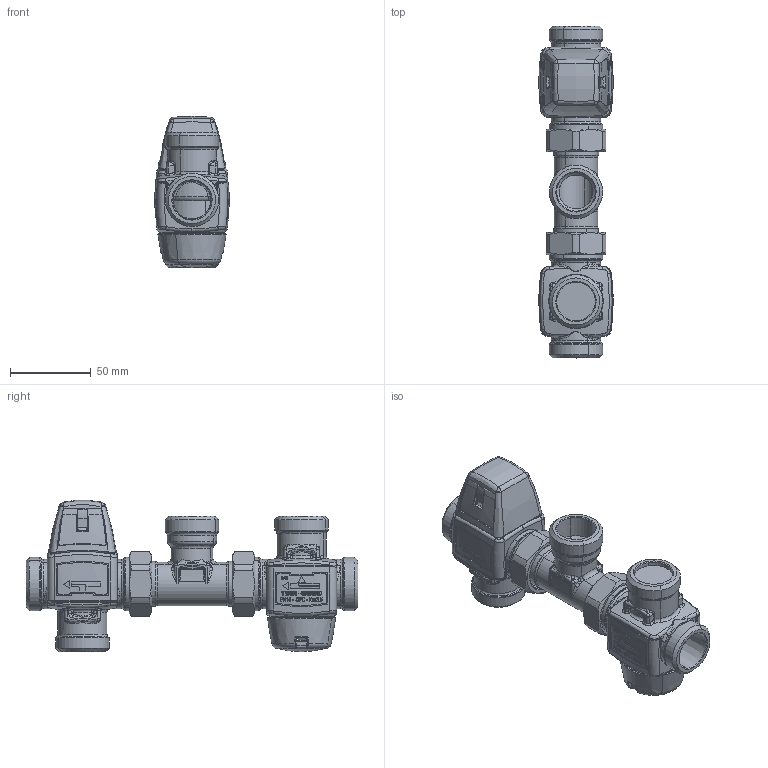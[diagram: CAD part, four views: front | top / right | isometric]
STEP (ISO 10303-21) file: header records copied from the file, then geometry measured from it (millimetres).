
FILE_DESCRIPTION(('CATIA V5 STEP Exchange'),'2;1');
FILE_NAME('VMC322 G1.stp','2014-02-11T10:25:55+00:00',('none'),('none'),'CATIA Version 5 Release 20 SP 6 (IN-10)','CATIA V5 STEP AP203','none');
FILE_SCHEMA(('CONFIG_CONTROL_DESIGN'));
Products named in the file (3): 2807s1; 2806s1; 2615s9
Assembly tree (19 placements, depth 3):
  2807s1
    #58
    #6280  x2
    #6464  x2
    #7607  x2
    2806s1
      #7834
      #40654
      #65514
      #74433
      #112764
    2615s9
      #136236
      #40654
      #165794
      #170546
      #171845
Bounding box: 46.1 x 206 x 93.88 mm (x, y, z)
Volume: 221651.3 mm3; surface area: 108341.9 mm2
Topology: 17 solids, 17 shells, 5699 faces, 15146 edges, 9562 vertices
Faces by surface type: plane 3352, bspline 776, cylinder 741, torus 389, sphere 245, cone 150, revolution 36, extrusion 10
Entity records: 198108 total; most frequent: CARTESIAN_POINT 94853, ORIENTED_EDGE 26384, EDGE_CURVE 13192, DIRECTION 12838, VERTEX_POINT 8433, B_SPLINE_CURVE_WITH_KNOTS 7800, EDGE_LOOP 5187, AXIS2_PLACEMENT_3D 5128
